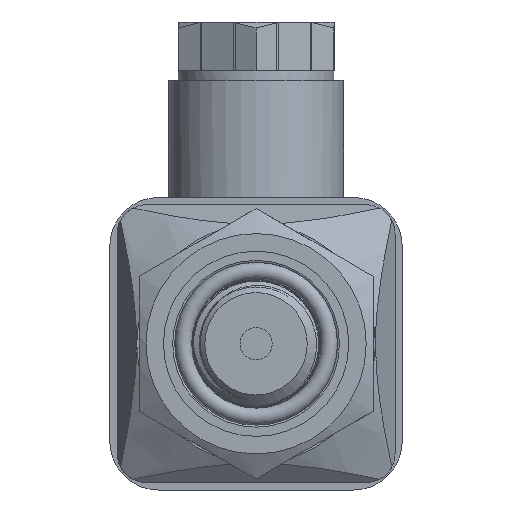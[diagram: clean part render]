
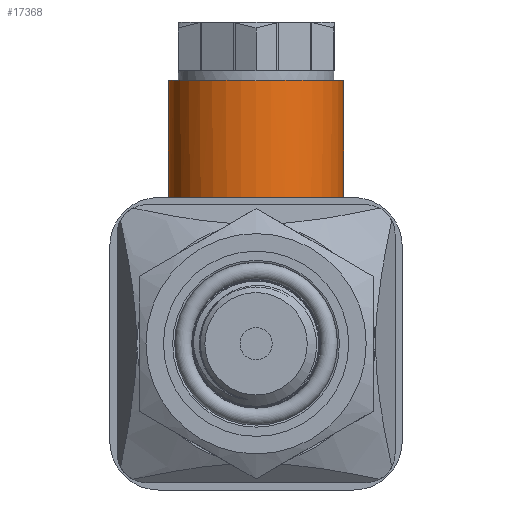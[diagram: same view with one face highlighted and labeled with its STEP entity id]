
A CAD part, left-side view. The second image highlights one B-rep face of the part: STEP entity #17368.
In plain terms, the highlighted cylindrical face has radius 9 mm (diameter 18 mm), a full revolution.
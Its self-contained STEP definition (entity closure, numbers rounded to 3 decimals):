
#1173=CYLINDRICAL_SURFACE('',#18581,9.);
#2115=FACE_OUTER_BOUND('',#3177,.T.);
#3177=EDGE_LOOP('',(#16302,#16303,#16304,#16305,#16306,#16307,#16308));
#3557=CIRCLE('',#18500,9.);
#3558=CIRCLE('',#18501,9.);
#3583=CIRCLE('',#18582,9.);
#4135=B_SPLINE_CURVE_WITH_KNOTS('',3,(#46796,#46797,#46798,#46799,#46800,
#46801,#46802,#46803,#46804,#46805),.UNSPECIFIED.,.F.,.F.,(4,2,1,1,1,1,
4),(-0.002,0.,0.204,0.408,0.611,
0.815,1.019),.UNSPECIFIED.);
#4136=B_SPLINE_CURVE_WITH_KNOTS('',3,(#46874,#46875,#46876,#46877,#46878,
#46879,#46880,#46881,#46882,#46883,#46884,#46885),.UNSPECIFIED.,.F.,.F.,
(4,1,1,1,1,1,1,2,4),(0.,0.204,0.306,
0.408,0.509,0.611,0.815,
1.019,1.02),.UNSPECIFIED.);
#5645=LINE('',#47213,#7172);
#7172=VECTOR('',#22297,9.);
#8476=VERTEX_POINT('',#44277);
#8737=VERTEX_POINT('',#46794);
#8738=VERTEX_POINT('',#46807);
#8740=VERTEX_POINT('',#46811);
#8831=VERTEX_POINT('',#47211);
#11181=EDGE_CURVE('',#8476,#8737,#4135,.T.);
#11184=EDGE_CURVE('',#8737,#8740,#3557,.T.);
#11185=EDGE_CURVE('',#8740,#8738,#3558,.T.);
#11186=EDGE_CURVE('',#8738,#8476,#4136,.T.);
#11331=EDGE_CURVE('',#8831,#8831,#3583,.T.);
#11332=EDGE_CURVE('',#8831,#8740,#5645,.T.);
#16302=ORIENTED_EDGE('',*,*,#11331,.F.);
#16303=ORIENTED_EDGE('',*,*,#11332,.T.);
#16304=ORIENTED_EDGE('',*,*,#11184,.F.);
#16305=ORIENTED_EDGE('',*,*,#11181,.F.);
#16306=ORIENTED_EDGE('',*,*,#11186,.F.);
#16307=ORIENTED_EDGE('',*,*,#11185,.F.);
#16308=ORIENTED_EDGE('',*,*,#11332,.F.);
#17368=ADVANCED_FACE('',(#2115),#1173,.T.);
#18500=AXIS2_PLACEMENT_3D('',#46812,#22024,#22025);
#18501=AXIS2_PLACEMENT_3D('',#46813,#22026,#22027);
#18581=AXIS2_PLACEMENT_3D('',#47210,#22293,#22294);
#18582=AXIS2_PLACEMENT_3D('',#47212,#22295,#22296);
#22024=DIRECTION('center_axis',(0.,0.,-1.));
#22025=DIRECTION('ref_axis',(1.,0.,0.));
#22026=DIRECTION('center_axis',(0.,0.,-1.));
#22027=DIRECTION('ref_axis',(1.,0.,0.));
#22293=DIRECTION('center_axis',(0.,0.,1.));
#22294=DIRECTION('ref_axis',(-1.,0.,0.));
#22295=DIRECTION('center_axis',(0.,0.,1.));
#22296=DIRECTION('ref_axis',(-1.,0.,0.));
#22297=DIRECTION('',(0.,0.,-1.));
#44277=CARTESIAN_POINT('',(-28.,0.,10.5));
#46794=CARTESIAN_POINT('',(-24.4,7.2,14.5));
#46796=CARTESIAN_POINT('Ctrl Pts',(-28.,0.,10.5));
#46797=CARTESIAN_POINT('Ctrl Pts',(-28.,0.004,10.503));
#46798=CARTESIAN_POINT('Ctrl Pts',(-28.,0.008,
10.505));
#46799=CARTESIAN_POINT('Ctrl Pts',(-27.999,0.528,
10.871));
#46800=CARTESIAN_POINT('Ctrl Pts',(-27.909,1.565,11.599));
#46801=CARTESIAN_POINT('Ctrl Pts',(-27.501,3.098,12.639));
#46802=CARTESIAN_POINT('Ctrl Pts',(-26.801,4.592,13.566));
#46803=CARTESIAN_POINT('Ctrl Pts',(-25.787,6.,14.28));
#46804=CARTESIAN_POINT('Ctrl Pts',(-24.889,6.833,14.5));
#46805=CARTESIAN_POINT('Ctrl Pts',(-24.4,7.2,14.5));
#46807=CARTESIAN_POINT('',(-24.4,-7.2,14.5));
#46811=CARTESIAN_POINT('',(-10.,0.,14.5));
#46812=CARTESIAN_POINT('Origin',(-19.,0.,14.5));
#46813=CARTESIAN_POINT('Origin',(-19.,0.,14.5));
#46874=CARTESIAN_POINT('Ctrl Pts',(-24.4,-7.2,14.5));
#46875=CARTESIAN_POINT('Ctrl Pts',(-24.889,-6.833,
14.5));
#46876=CARTESIAN_POINT('Ctrl Pts',(-25.563,-6.207,
14.335));
#46877=CARTESIAN_POINT('Ctrl Pts',(-26.294,-5.296,
13.923));
#46878=CARTESIAN_POINT('Ctrl Pts',(-26.763,-4.579,
13.539));
#46879=CARTESIAN_POINT('Ctrl Pts',(-27.15,-3.846,
13.104));
#46880=CARTESIAN_POINT('Ctrl Pts',(-27.569,-2.842,
12.466));
#46881=CARTESIAN_POINT('Ctrl Pts',(-27.909,-1.565,
11.6));
#46882=CARTESIAN_POINT('Ctrl Pts',(-27.999,-0.528,
10.871));
#46883=CARTESIAN_POINT('Ctrl Pts',(-28.,-0.008,
10.505));
#46884=CARTESIAN_POINT('Ctrl Pts',(-28.,-0.004,10.503));
#46885=CARTESIAN_POINT('Ctrl Pts',(-28.,0.,10.5));
#47210=CARTESIAN_POINT('Origin',(-19.,0.,13.5));
#47211=CARTESIAN_POINT('',(-10.,0.,27.));
#47212=CARTESIAN_POINT('Origin',(-19.,0.,27.));
#47213=CARTESIAN_POINT('',(-10.,0.,13.5));
